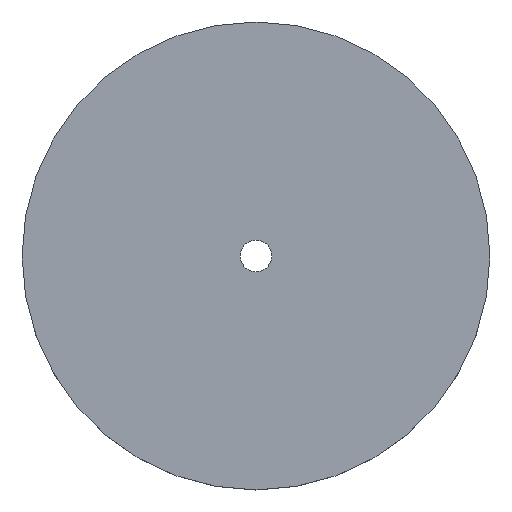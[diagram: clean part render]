
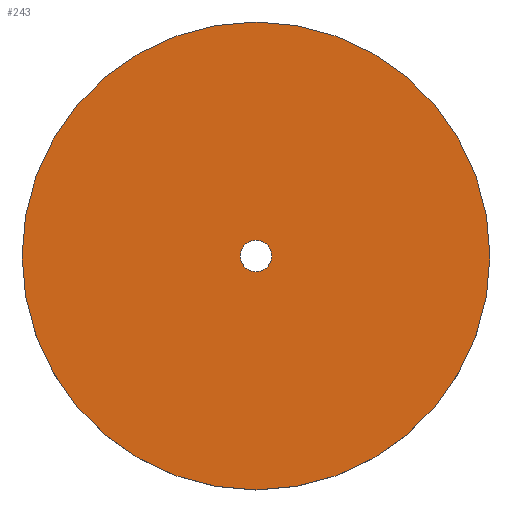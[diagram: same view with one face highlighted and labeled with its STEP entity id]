
A CAD part, top view. The second image highlights one B-rep face of the part: STEP entity #243.
In plain terms, the highlighted planar face has unit normal (0, 0, 1).
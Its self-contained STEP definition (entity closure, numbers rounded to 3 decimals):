
#106=CARTESIAN_POINT('Vertex',(0.,-3.429,12.7)) ;
#109=CARTESIAN_POINT('Axis2P3D Location',(0.,0.,12.7)) ;
#113=CARTESIAN_POINT('Vertex',(0.,3.429,12.7)) ;
#133=CARTESIAN_POINT('Axis2P3D Location',(0.,0.,12.7)) ;
#150=CARTESIAN_POINT('Axis2P3D Location',(0.,0.,12.7)) ;
#154=CARTESIAN_POINT('Vertex',(0.,-50.8,12.7)) ;
#156=CARTESIAN_POINT('Vertex',(0.,50.8,12.7)) ;
#185=CARTESIAN_POINT('Axis2P3D Location',(0.,0.,12.7)) ;
#230=CARTESIAN_POINT('Axis2P3D Location',(0.,-50.8,12.7)) ;
#110=DIRECTION('Axis2P3D Direction',(0.,0.,1.)) ;
#134=DIRECTION('Axis2P3D Direction',(0.,0.,1.)) ;
#151=DIRECTION('Axis2P3D Direction',(0.,0.,1.)) ;
#186=DIRECTION('Axis2P3D Direction',(0.,0.,1.)) ;
#231=DIRECTION('Axis2P3D Direction',(0.,0.,1.)) ;
#232=DIRECTION('Axis2P3D XDirection',(1.,0.,0.)) ;
#111=AXIS2_PLACEMENT_3D('Circle Axis2P3D',#109,#110,$) ;
#135=AXIS2_PLACEMENT_3D('Circle Axis2P3D',#133,#134,$) ;
#152=AXIS2_PLACEMENT_3D('Circle Axis2P3D',#150,#151,$) ;
#187=AXIS2_PLACEMENT_3D('Circle Axis2P3D',#185,#186,$) ;
#233=AXIS2_PLACEMENT_3D('Plane Axis2P3D',#230,#231,#232) ;
#112=CIRCLE('generated circle',#111,3.429) ;
#136=CIRCLE('generated circle',#135,3.429) ;
#153=CIRCLE('generated circle',#152,50.8) ;
#188=CIRCLE('generated circle',#187,50.8) ;
#234=PLANE('',#233) ;
#242=FACE_BOUND('',#239,.T.) ;
#115=EDGE_CURVE('',#107,#114,#112,.T.) ;
#137=EDGE_CURVE('',#114,#107,#136,.T.) ;
#158=EDGE_CURVE('',#155,#157,#153,.T.) ;
#189=EDGE_CURVE('',#157,#155,#188,.T.) ;
#236=ORIENTED_EDGE('',*,*,#189,.T.) ;
#237=ORIENTED_EDGE('',*,*,#158,.T.) ;
#240=ORIENTED_EDGE('',*,*,#115,.F.) ;
#241=ORIENTED_EDGE('',*,*,#137,.F.) ;
#235=EDGE_LOOP('',(#236,#237)) ;
#239=EDGE_LOOP('',(#240,#241)) ;
#107=VERTEX_POINT('',#106) ;
#114=VERTEX_POINT('',#113) ;
#155=VERTEX_POINT('',#154) ;
#157=VERTEX_POINT('',#156) ;
#243=ADVANCED_FACE('Body.5',(#238,#242),#234,.T.) ;
#238=FACE_OUTER_BOUND('',#235,.T.) ;
